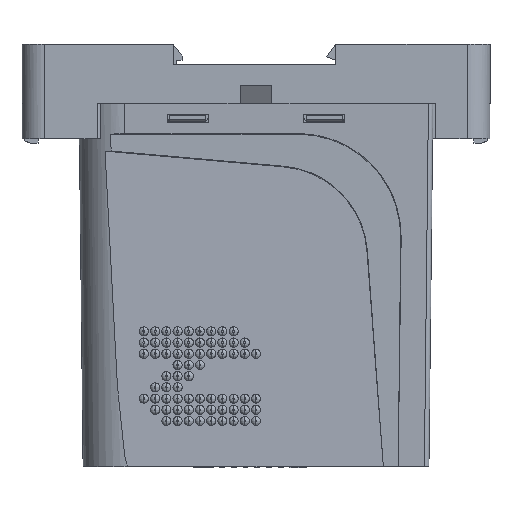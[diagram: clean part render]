
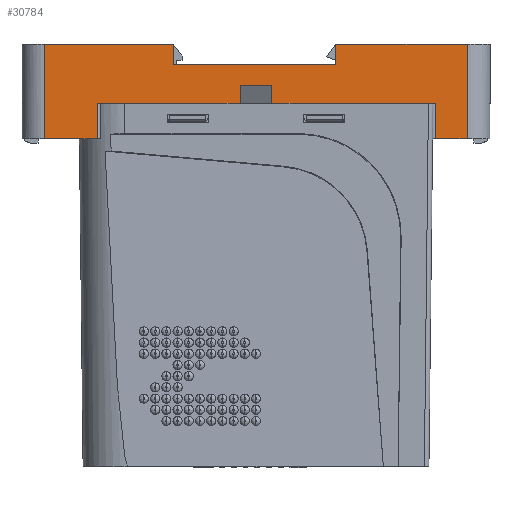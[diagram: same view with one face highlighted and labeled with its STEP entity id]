
A CAD part, left-side view. The second image highlights one B-rep face of the part: STEP entity #30784.
In plain terms, the highlighted planar face has unit normal (-1, 0, 0).
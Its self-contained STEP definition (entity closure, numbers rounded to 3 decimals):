
#3522=DIRECTION('',(0.,-1.,0.));
#3523=VECTOR('',#3522,6.04);
#3524=CARTESIAN_POINT('',(-179.782,128.998,79.7));
#3525=LINE('',#3524,#3523);
#3526=DIRECTION('',(0.,1.,0.));
#3527=VECTOR('',#3526,28.35);
#3528=CARTESIAN_POINT('',(-179.782,112.122,92.7));
#3529=LINE('',#3528,#3527);
#3530=DIRECTION('',(0.,1.,0.));
#3531=VECTOR('',#3530,28.85);
#3532=CARTESIAN_POINT('',(-179.782,47.772,92.7));
#3533=LINE('',#3532,#3531);
#3534=DIRECTION('',(0.,-1.,0.));
#3535=VECTOR('',#3534,1.515);
#3536=CARTESIAN_POINT('',(-179.782,56.287,79.7));
#3537=LINE('',#3536,#3535);
#3546=DIRECTION('',(0.,1.,0.));
#3547=VECTOR('',#3546,25.336);
#3548=CARTESIAN_POINT('',(-179.782,97.622,79.7));
#3549=LINE('',#3548,#3547);
#3554=DIRECTION('',(0.,1.,0.));
#3555=VECTOR('',#3554,34.335);
#3556=CARTESIAN_POINT('',(-179.782,56.287,79.7));
#3557=LINE('',#3556,#3555);
#5107=DIRECTION('',(0.,0.,1.));
#5108=VECTOR('',#5107,4.5);
#5109=CARTESIAN_POINT('',(-179.782,76.622,88.2));
#5110=LINE('',#5109,#5108);
#5481=DIRECTION('',(0.,1.,0.));
#5482=VECTOR('',#5481,11.474);
#5483=CARTESIAN_POINT('',(-179.782,128.998,71.95));
#5484=LINE('',#5483,#5482);
#5485=DIRECTION('',(0.,0.,-1.));
#5486=VECTOR('',#5485,7.75);
#5487=CARTESIAN_POINT('',(-179.782,128.998,79.7));
#5488=LINE('',#5487,#5486);
#5575=DIRECTION('',(0.,0.,1.));
#5576=VECTOR('',#5575,20.75);
#5577=CARTESIAN_POINT('',(-179.782,140.472,71.95));
#5578=LINE('',#5577,#5576);
#7685=DIRECTION('',(0.,0.,-1.));
#7686=VECTOR('',#7685,4.5);
#7687=CARTESIAN_POINT('',(-179.782,112.122,92.7));
#7688=LINE('',#7687,#7686);
#7741=DIRECTION('',(0.,-1.,0.));
#7742=VECTOR('',#7741,35.5);
#7743=CARTESIAN_POINT('',(-179.782,112.122,88.2));
#7744=LINE('',#7743,#7742);
#8017=DIRECTION('',(0.,0.,1.));
#8018=VECTOR('',#8017,7.75);
#8019=CARTESIAN_POINT('',(-179.782,54.772,71.95));
#8020=LINE('',#8019,#8018);
#8026=DIRECTION('',(0.,1.,0.));
#8027=VECTOR('',#8026,7.);
#8028=CARTESIAN_POINT('',(-179.782,47.772,71.95));
#8029=LINE('',#8028,#8027);
#8043=DIRECTION('',(0.,0.,-1.));
#8044=VECTOR('',#8043,20.75);
#8045=CARTESIAN_POINT('',(-179.782,47.772,92.7));
#8046=LINE('',#8045,#8044);
#8151=DIRECTION('',(0.,0.,1.));
#8152=VECTOR('',#8151,4.);
#8153=CARTESIAN_POINT('',(-179.782,90.622,79.7));
#8154=LINE('',#8153,#8152);
#8163=DIRECTION('',(0.,0.,-1.));
#8164=VECTOR('',#8163,4.);
#8165=CARTESIAN_POINT('',(-179.782,97.622,83.7));
#8166=LINE('',#8165,#8164);
#8191=DIRECTION('',(0.,1.,0.));
#8192=VECTOR('',#8191,7.);
#8193=CARTESIAN_POINT('',(-179.782,90.622,83.7));
#8194=LINE('',#8193,#8192);
#19579=CARTESIAN_POINT('',(-179.782,112.122,88.2));
#19580=VERTEX_POINT('',#19579);
#19581=CARTESIAN_POINT('',(-179.782,76.622,88.2));
#19582=VERTEX_POINT('',#19581);
#19691=CARTESIAN_POINT('',(-179.782,76.622,92.7));
#19692=VERTEX_POINT('',#19691);
#19693=CARTESIAN_POINT('',(-179.782,112.122,92.7));
#19694=VERTEX_POINT('',#19693);
#19695=CARTESIAN_POINT('',(-179.782,140.472,92.7));
#19696=VERTEX_POINT('',#19695);
#19697=CARTESIAN_POINT('',(-179.782,140.472,71.95));
#19698=VERTEX_POINT('',#19697);
#19699=CARTESIAN_POINT('',(-179.782,128.998,71.95));
#19700=VERTEX_POINT('',#19699);
#19701=CARTESIAN_POINT('',(-179.782,128.998,79.7));
#19702=VERTEX_POINT('',#19701);
#19703=CARTESIAN_POINT('',(-179.782,90.622,83.7));
#19704=CARTESIAN_POINT('',(-179.782,97.622,83.7));
#19705=VERTEX_POINT('',#19703);
#19706=VERTEX_POINT('',#19704);
#19707=CARTESIAN_POINT('',(-179.782,54.772,71.95));
#19708=CARTESIAN_POINT('',(-179.782,54.772,79.7));
#19709=VERTEX_POINT('',#19707);
#19710=VERTEX_POINT('',#19708);
#19711=CARTESIAN_POINT('',(-179.782,47.772,71.95));
#19712=VERTEX_POINT('',#19711);
#19713=CARTESIAN_POINT('',(-179.782,47.772,92.7));
#19714=VERTEX_POINT('',#19713);
#20207=CARTESIAN_POINT('',(-179.782,56.287,
79.7));
#20208=CARTESIAN_POINT('',(-179.782,90.622,
79.7));
#20209=VERTEX_POINT('',#20207);
#20210=VERTEX_POINT('',#20208);
#20211=CARTESIAN_POINT('',(-179.782,97.622,
79.7));
#20212=CARTESIAN_POINT('',(-179.782,122.957,
79.7));
#20213=VERTEX_POINT('',#20211);
#20214=VERTEX_POINT('',#20212);
#30742=CARTESIAN_POINT('',(-179.782,145.472,71.95));
#30743=DIRECTION('',(-1.,0.,0.));
#30744=DIRECTION('',(0.,-1.,0.));
#30745=AXIS2_PLACEMENT_3D('',#30742,#30743,#30744);
#30746=PLANE('',#30745);
#30748=ORIENTED_EDGE('',*,*,#30747,.T.);
#30750=ORIENTED_EDGE('',*,*,#30749,.T.);
#30752=ORIENTED_EDGE('',*,*,#30751,.T.);
#30754=ORIENTED_EDGE('',*,*,#30753,.T.);
#30756=ORIENTED_EDGE('',*,*,#30755,.T.);
#30758=ORIENTED_EDGE('',*,*,#30757,.F.);
#30760=ORIENTED_EDGE('',*,*,#30759,.T.);
#30762=ORIENTED_EDGE('',*,*,#30761,.T.);
#30764=ORIENTED_EDGE('',*,*,#30763,.T.);
#30766=ORIENTED_EDGE('',*,*,#30765,.F.);
#30768=ORIENTED_EDGE('',*,*,#30767,.T.);
#30770=ORIENTED_EDGE('',*,*,#30769,.T.);
#30772=ORIENTED_EDGE('',*,*,#30771,.T.);
#30774=ORIENTED_EDGE('',*,*,#30773,.F.);
#30776=ORIENTED_EDGE('',*,*,#30775,.T.);
#30778=ORIENTED_EDGE('',*,*,#30777,.T.);
#30780=ORIENTED_EDGE('',*,*,#30779,.T.);
#30781=ORIENTED_EDGE('',*,*,#30725,.F.);
#30782=EDGE_LOOP('',(#30748,#30750,#30752,#30754,#30756,#30758,#30760,#30762,
#30764,#30766,#30768,#30770,#30772,#30774,#30776,#30778,#30780,#30781));
#30783=FACE_OUTER_BOUND('',#30782,.F.);
#30784=ADVANCED_FACE('',(#30783),#30746,.T.);
#30725=EDGE_CURVE('',#20209,#19710,#3537,.T.);
#30747=EDGE_CURVE('',#20209,#20210,#3557,.T.);
#30749=EDGE_CURVE('',#20210,#19705,#8154,.T.);
#30751=EDGE_CURVE('',#19705,#19706,#8194,.T.);
#30753=EDGE_CURVE('',#19706,#20213,#8166,.T.);
#30755=EDGE_CURVE('',#20213,#20214,#3549,.T.);
#30757=EDGE_CURVE('',#19702,#20214,#3525,.T.);
#30759=EDGE_CURVE('',#19702,#19700,#5488,.T.);
#30761=EDGE_CURVE('',#19700,#19698,#5484,.T.);
#30763=EDGE_CURVE('',#19698,#19696,#5578,.T.);
#30765=EDGE_CURVE('',#19694,#19696,#3529,.T.);
#30767=EDGE_CURVE('',#19694,#19580,#7688,.T.);
#30769=EDGE_CURVE('',#19580,#19582,#7744,.T.);
#30771=EDGE_CURVE('',#19582,#19692,#5110,.T.);
#30773=EDGE_CURVE('',#19714,#19692,#3533,.T.);
#30775=EDGE_CURVE('',#19714,#19712,#8046,.T.);
#30777=EDGE_CURVE('',#19712,#19709,#8029,.T.);
#30779=EDGE_CURVE('',#19709,#19710,#8020,.T.);
